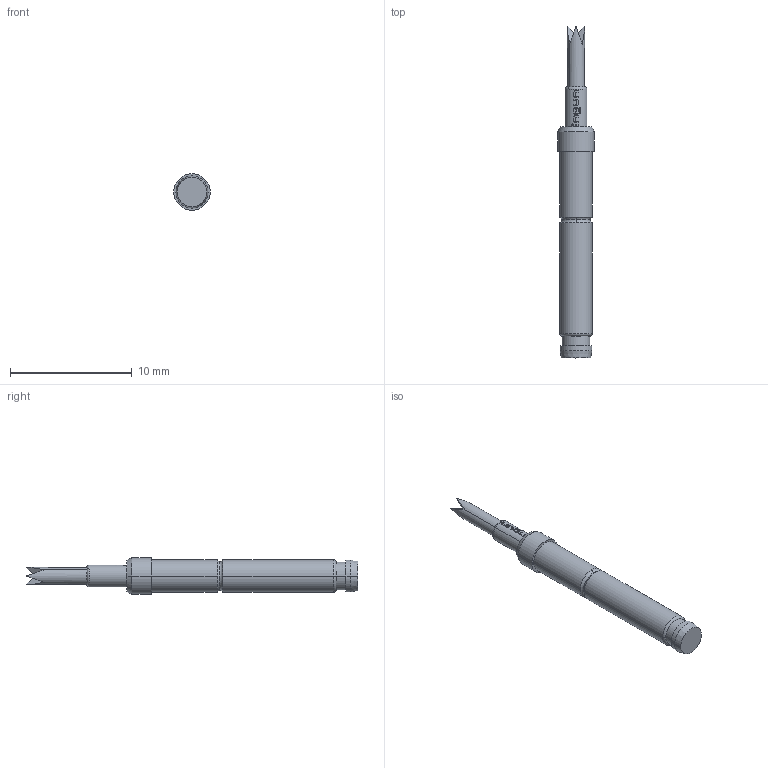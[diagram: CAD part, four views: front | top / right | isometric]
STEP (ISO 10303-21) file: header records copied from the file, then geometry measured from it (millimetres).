
FILE_DESCRIPTION (( 'STEP AP203' ), '1' );
FILE_NAME ('INGUN_GKS-113_214_140_R_xx02.STEP', '2020-09-08T10:01:38', ( '' ), ( '' ), 'SwSTEP 2.0', 'SolidWorks 2018', '' );
FILE_SCHEMA (( 'CONFIG_CONTROL_DESIGN' ));
Length unit declared in the file: millimetre
Products named in the file (1): INGUN_GKS-113_214_140_R_xx02
Bounding box: 3 x 27.3 x 3 mm (x, y, z)
Volume: 120.6 mm3; surface area: 213.6 mm2
Topology: 1 solids, 1 shells, 106 faces, 264 edges, 169 vertices
Faces by surface type: bspline 39, plane 35, cylinder 20, torus 8, cone 4
Entity records: 4184 total; most frequent: CARTESIAN_POINT 2056, ORIENTED_EDGE 528, EDGE_CURVE 264, DIRECTION 250, B_SPLINE_CURVE_WITH_KNOTS 186, VERTEX_POINT 169, EDGE_LOOP 115, AXIS2_PLACEMENT_3D 112
